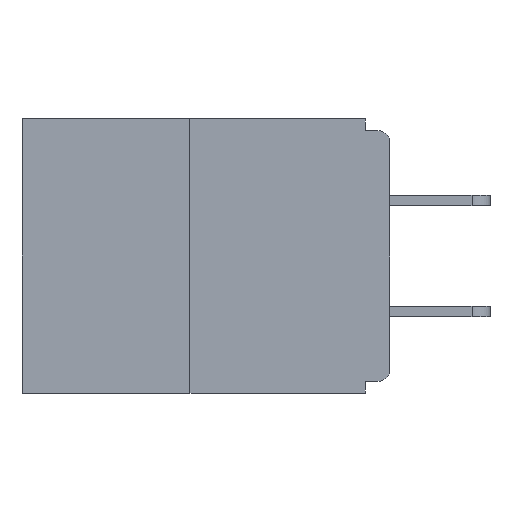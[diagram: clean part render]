
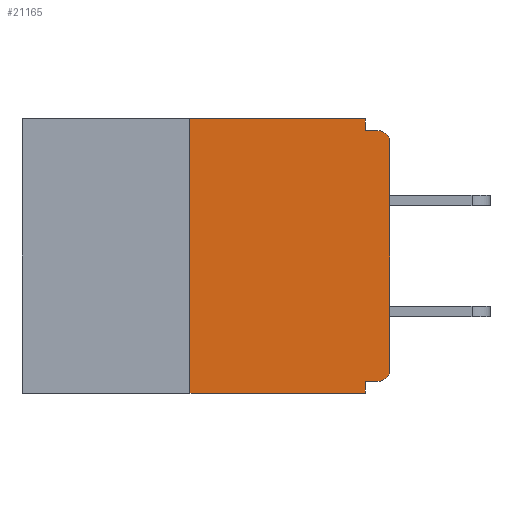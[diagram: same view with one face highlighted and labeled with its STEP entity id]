
A CAD part, left-side view. The second image highlights one B-rep face of the part: STEP entity #21165.
In plain terms, the highlighted planar face has unit normal (-1, 0, 0).
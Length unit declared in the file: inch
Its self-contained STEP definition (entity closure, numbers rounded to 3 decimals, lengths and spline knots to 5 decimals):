
#884 = VERTEX_POINT ( 'NONE', #15094 ) ;
#1471 = CARTESIAN_POINT ( 'NONE',  ( 0., 0.031, -0.328 ) ) ;
#1878 = CARTESIAN_POINT ( 'NONE',  ( 0., 0., -0.015 ) ) ;
#1984 = DIRECTION ( 'NONE',  ( 0., -1., 0. ) ) ;
#2015 = CARTESIAN_POINT ( 'NONE',  ( 0., 0.015, -0.328 ) ) ;
#2064 = VERTEX_POINT ( 'NONE', #2015 ) ;
#2097 = ORIENTED_EDGE ( 'NONE', *, *, #2363, .F. ) ;
#2363 = EDGE_CURVE ( 'NONE', #17784, #28710, #25887, .T. ) ;
#2452 = LINE ( 'NONE', #1878, #17140 ) ;
#2620 = LINE ( 'NONE', #8383, #13213 ) ;
#2658 = DIRECTION ( 'NONE',  ( 0., 0., -1. ) ) ;
#2981 = VECTOR ( 'NONE', #16271, 39.37008 ) ;
#3209 = CARTESIAN_POINT ( 'NONE',  ( 0., 0.015, -0.03 ) ) ;
#3373 = CARTESIAN_POINT ( 'NONE',  ( 0., 0.031, 0. ) ) ;
#3496 = ORIENTED_EDGE ( 'NONE', *, *, #12047, .F. ) ;
#3685 = FACE_OUTER_BOUND ( 'NONE', #20408, .T. ) ;
#4081 = CARTESIAN_POINT ( 'NONE',  ( 0., 0.015, -0.015 ) ) ;
#4135 = DIRECTION ( 'NONE',  ( 0., -1., 0. ) ) ;
#4160 = EDGE_CURVE ( 'NONE', #17784, #21597, #11578, .T. ) ;
#5064 = VERTEX_POINT ( 'NONE', #4081 ) ;
#5438 = DIRECTION ( 'NONE',  ( 0., -1., 0. ) ) ;
#7788 = ORIENTED_EDGE ( 'NONE', *, *, #24320, .F. ) ;
#7972 = AXIS2_PLACEMENT_3D ( 'NONE', #3209, #26229, #19502 ) ;
#7977 = CARTESIAN_POINT ( 'NONE',  ( 0., 0.46, -0.343 ) ) ;
#8383 = CARTESIAN_POINT ( 'NONE',  ( 0., 0., 0. ) ) ;
#8624 = AXIS2_PLACEMENT_3D ( 'NONE', #29680, #15956, #9046 ) ;
#9046 = DIRECTION ( 'NONE',  ( 0., 0., -1. ) ) ;
#9309 = VECTOR ( 'NONE', #19347, 39.37008 ) ;
#9632 = VERTEX_POINT ( 'NONE', #3373 ) ;
#10993 = ORIENTED_EDGE ( 'NONE', *, *, #11644, .F. ) ;
#11578 = LINE ( 'NONE', #7977, #29047 ) ;
#11644 = EDGE_CURVE ( 'NONE', #28756, #21597, #13189, .T. ) ;
#11769 = LINE ( 'NONE', #23642, #27046 ) ;
#11904 = PLANE ( 'NONE',  #27974 ) ;
#12047 = EDGE_CURVE ( 'NONE', #28710, #9632, #24468, .T. ) ;
#12065 = EDGE_CURVE ( 'NONE', #21730, #5064, #2452, .T. ) ;
#12319 = CARTESIAN_POINT ( 'NONE',  ( 0., 0., -0.328 ) ) ;
#12898 = CARTESIAN_POINT ( 'NONE',  ( 0., 0.25, 0. ) ) ;
#13189 = LINE ( 'NONE', #25209, #2981 ) ;
#13213 = VECTOR ( 'NONE', #18025, 39.37008 ) ;
#13293 = CIRCLE ( 'NONE', #8624, 0.015 ) ;
#13650 = VERTEX_POINT ( 'NONE', #26523 ) ;
#14122 = EDGE_CURVE ( 'NONE', #9632, #21730, #11769, .T. ) ;
#14123 = ORIENTED_EDGE ( 'NONE', *, *, #4160, .T. ) ;
#14241 = DIRECTION ( 'NONE',  ( 0., 0., -1. ) ) ;
#14415 = CARTESIAN_POINT ( 'NONE',  ( 0., 0.25, 0. ) ) ;
#15094 = CARTESIAN_POINT ( 'NONE',  ( 0., 0., -0.03 ) ) ;
#15692 = VECTOR ( 'NONE', #4135, 39.37008 ) ;
#15714 = CIRCLE ( 'NONE', #7972, 0.015 ) ;
#15956 = DIRECTION ( 'NONE',  ( -1., 0., 0. ) ) ;
#16271 = DIRECTION ( 'NONE',  ( 0., 0., -1. ) ) ;
#17070 = EDGE_CURVE ( 'NONE', #13650, #884, #2620, .T. ) ;
#17140 = VECTOR ( 'NONE', #1984, 39.37008 ) ;
#17784 = VERTEX_POINT ( 'NONE', #22686 ) ;
#18025 = DIRECTION ( 'NONE',  ( 0., 0., 1. ) ) ;
#18393 = CARTESIAN_POINT ( 'NONE',  ( 0., 0.031, -0.015 ) ) ;
#19292 = DIRECTION ( 'NONE',  ( 0., 0., 1. ) ) ;
#19347 = DIRECTION ( 'NONE',  ( 0., 1., 0. ) ) ;
#19502 = DIRECTION ( 'NONE',  ( 0., 0., -1. ) ) ;
#19674 = VECTOR ( 'NONE', #19292, 39.37008 ) ;
#20408 = EDGE_LOOP ( 'NONE', ( #3496, #2097, #14123, #10993, #7788, #22492, #21417, #24074, #20902, #23988 ) ) ;
#20902 = ORIENTED_EDGE ( 'NONE', *, *, #12065, .F. ) ;
#21056 = DIRECTION ( 'NONE',  ( 1., 0., 0. ) ) ;
#21165 = ADVANCED_FACE ( 'NONE', ( #3685 ), #11904, .F. ) ;
#21417 = ORIENTED_EDGE ( 'NONE', *, *, #17070, .T. ) ;
#21597 = VERTEX_POINT ( 'NONE', #27548 ) ;
#21730 = VERTEX_POINT ( 'NONE', #18393 ) ;
#22492 = ORIENTED_EDGE ( 'NONE', *, *, #26967, .T. ) ;
#22686 = CARTESIAN_POINT ( 'NONE',  ( 0., 0.25, -0.343 ) ) ;
#23642 = CARTESIAN_POINT ( 'NONE',  ( 0., 0.031, 0. ) ) ;
#23720 = CARTESIAN_POINT ( 'NONE',  ( 0., 0.46, 0. ) ) ;
#23988 = ORIENTED_EDGE ( 'NONE', *, *, #14122, .F. ) ;
#24074 = ORIENTED_EDGE ( 'NONE', *, *, #28676, .T. ) ;
#24320 = EDGE_CURVE ( 'NONE', #2064, #28756, #24935, .T. ) ;
#24468 = LINE ( 'NONE', #29659, #15692 ) ;
#24935 = LINE ( 'NONE', #12319, #9309 ) ;
#25209 = CARTESIAN_POINT ( 'NONE',  ( 0., 0.031, -0.343 ) ) ;
#25887 = LINE ( 'NONE', #14415, #19674 ) ;
#26229 = DIRECTION ( 'NONE',  ( -1., 0., 0. ) ) ;
#26523 = CARTESIAN_POINT ( 'NONE',  ( 0., 0., -0.313 ) ) ;
#26967 = EDGE_CURVE ( 'NONE', #2064, #13650, #13293, .T. ) ;
#27046 = VECTOR ( 'NONE', #2658, 39.37008 ) ;
#27548 = CARTESIAN_POINT ( 'NONE',  ( 0., 0.031, -0.343 ) ) ;
#27974 = AXIS2_PLACEMENT_3D ( 'NONE', #23720, #21056, #14241 ) ;
#28676 = EDGE_CURVE ( 'NONE', #884, #5064, #15714, .T. ) ;
#28710 = VERTEX_POINT ( 'NONE', #12898 ) ;
#28756 = VERTEX_POINT ( 'NONE', #1471 ) ;
#29047 = VECTOR ( 'NONE', #5438, 39.37008 ) ;
#29659 = CARTESIAN_POINT ( 'NONE',  ( 0., 0.46, 0. ) ) ;
#29680 = CARTESIAN_POINT ( 'NONE',  ( 0., 0.015, -0.313 ) ) ;
